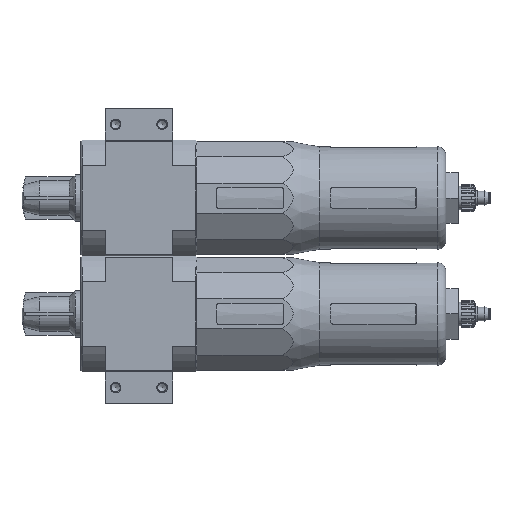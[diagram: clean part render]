
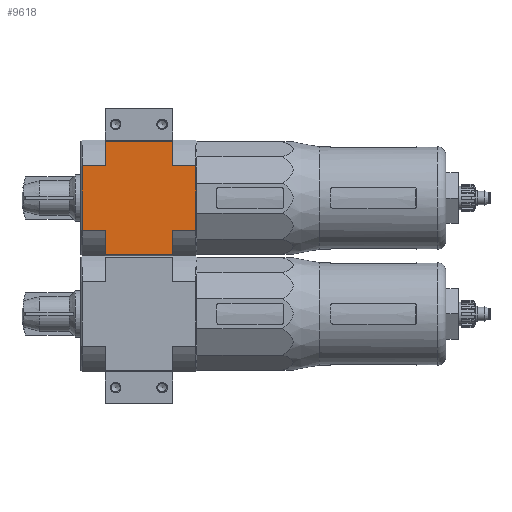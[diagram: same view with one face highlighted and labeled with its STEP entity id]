
A CAD part, left-side view. The second image highlights one B-rep face of the part: STEP entity #9618.
In plain terms, the highlighted face is planar.
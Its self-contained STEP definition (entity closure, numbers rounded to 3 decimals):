
#2350=ORIENTED_EDGE('',*,*,#4509,.T.);
#2351=ORIENTED_EDGE('',*,*,#4506,.F.);
#2352=ORIENTED_EDGE('',*,*,#4526,.T.);
#2353=ORIENTED_EDGE('',*,*,#4504,.F.);
#2354=ORIENTED_EDGE('',*,*,#4499,.T.);
#2355=ORIENTED_EDGE('',*,*,#4496,.F.);
#2356=ORIENTED_EDGE('',*,*,#4494,.F.);
#2357=ORIENTED_EDGE('',*,*,#4491,.T.);
#2358=ORIENTED_EDGE('',*,*,#4489,.F.);
#2359=ORIENTED_EDGE('',*,*,#4487,.T.);
#2360=ORIENTED_EDGE('',*,*,#4485,.F.);
#2361=ORIENTED_EDGE('',*,*,#4483,.T.);
#4483=EDGE_CURVE('',#5678,#5680,#6487,.T.);
#4485=EDGE_CURVE('',#5678,#5682,#6489,.T.);
#4487=EDGE_CURVE('',#5641,#5682,#6490,.T.);
#4489=EDGE_CURVE('',#5641,#5647,#6492,.T.);
#4491=EDGE_CURVE('',#5684,#5647,#6494,.F.);
#4494=EDGE_CURVE('',#5684,#5686,#6496,.T.);
#4496=EDGE_CURVE('',#5686,#5687,#6498,.T.);
#4499=EDGE_CURVE('',#5689,#5687,#6501,.T.);
#4504=EDGE_CURVE('',#5689,#5691,#6504,.F.);
#4506=EDGE_CURVE('',#5694,#5695,#6505,.T.);
#4509=EDGE_CURVE('',#5680,#5695,#6507,.T.);
#4526=EDGE_CURVE('',#5694,#5691,#6512,.T.);
#5641=VERTEX_POINT('',#18091);
#5647=VERTEX_POINT('',#18117);
#5678=VERTEX_POINT('',#18215);
#5680=VERTEX_POINT('',#18219);
#5682=VERTEX_POINT('',#18225);
#5684=VERTEX_POINT('',#18236);
#5686=VERTEX_POINT('',#18242);
#5687=VERTEX_POINT('',#18246);
#5689=VERTEX_POINT('',#18252);
#5691=VERTEX_POINT('',#18258);
#5694=VERTEX_POINT('',#18265);
#5695=VERTEX_POINT('',#18267);
#6487=LINE('',#18220,#7124);
#6489=LINE('',#18224,#7126);
#6490=LINE('',#18228,#7127);
#6492=LINE('',#18231,#7129);
#6494=LINE('',#18235,#7131);
#6496=LINE('',#18241,#7133);
#6498=LINE('',#18245,#7135);
#6501=LINE('',#18251,#7138);
#6504=LINE('',#18261,#7141);
#6505=LINE('',#18266,#7142);
#6507=LINE('',#18272,#7144);
#6512=LINE('',#18329,#7149);
#7124=VECTOR('',#14941,1000.);
#7126=VECTOR('',#14945,1000.);
#7127=VECTOR('',#14950,1000.);
#7129=VECTOR('',#14954,1000.);
#7131=VECTOR('',#14958,1000.);
#7133=VECTOR('',#14964,1000.);
#7135=VECTOR('',#14968,1000.);
#7138=VECTOR('',#14973,1000.);
#7141=VECTOR('',#14982,1000.);
#7142=VECTOR('',#14987,1000.);
#7144=VECTOR('',#14993,1000.);
#7149=VECTOR('',#15022,1000.);
#7832=EDGE_LOOP('',(#2350,#2351,#2352,#2353,#2354,#2355,#2356,#2357,#2358,
#2359,#2360,#2361));
#8620=FACE_BOUND('',#7832,.T.);
#9176=PLANE('',#13128);
#9618=ADVANCED_FACE('',(#8620),#9176,.F.);
#13128=AXIS2_PLACEMENT_3D('',#18328,#15020,#15021);
#14941=DIRECTION('',(0.,-1.,0.));
#14945=DIRECTION('',(-1.,0.,0.));
#14950=DIRECTION('',(0.,-1.,0.));
#14954=DIRECTION('',(-1.,0.,0.));
#14958=DIRECTION('',(0.,-1.,0.));
#14964=DIRECTION('',(-1.,0.,0.));
#14968=DIRECTION('',(0.,-1.,0.));
#14973=DIRECTION('',(-1.,0.,0.));
#14982=DIRECTION('',(0.,1.,0.));
#14987=DIRECTION('',(0.,1.,0.));
#14993=DIRECTION('',(-1.,0.,0.));
#15020=DIRECTION('',(0.,0.,1.));
#15021=DIRECTION('',(1.,0.,0.));
#15022=DIRECTION('',(-1.,0.,0.));
#18091=CARTESIAN_POINT('',(15.362,27.,-27.5));
#18117=CARTESIAN_POINT('',(-15.362,27.,-27.5));
#18215=CARTESIAN_POINT('',(27.,16.,-27.5));
#18219=CARTESIAN_POINT('',(27.,-16.,-27.5));
#18220=CARTESIAN_POINT('',(27.,27.5,-27.5));
#18224=CARTESIAN_POINT('',(27.,16.,-27.5));
#18225=CARTESIAN_POINT('',(15.362,16.,-27.5));
#18228=CARTESIAN_POINT('',(15.362,36.,-27.5));
#18231=CARTESIAN_POINT('',(20.,27.,-27.5));
#18235=CARTESIAN_POINT('',(-15.362,36.,-27.5));
#18236=CARTESIAN_POINT('',(-15.362,16.,-27.5));
#18241=CARTESIAN_POINT('',(27.,16.,-27.5));
#18242=CARTESIAN_POINT('',(-27.,16.,-27.5));
#18245=CARTESIAN_POINT('',(-27.,27.5,-27.5));
#18246=CARTESIAN_POINT('',(-27.,-16.,-27.5));
#18251=CARTESIAN_POINT('',(27.,-16.,-27.5));
#18252=CARTESIAN_POINT('',(-15.362,-16.,-27.5));
#18258=CARTESIAN_POINT('',(-15.362,-27.,-27.5));
#18261=CARTESIAN_POINT('',(-15.362,-36.,-27.5));
#18265=CARTESIAN_POINT('',(15.362,-27.,-27.5));
#18266=CARTESIAN_POINT('',(15.362,-36.,-27.5));
#18267=CARTESIAN_POINT('',(15.362,-16.,-27.5));
#18272=CARTESIAN_POINT('',(27.,-16.,-27.5));
#18328=CARTESIAN_POINT('',(27.,27.5,-27.5));
#18329=CARTESIAN_POINT('',(20.,-27.,-27.5));
